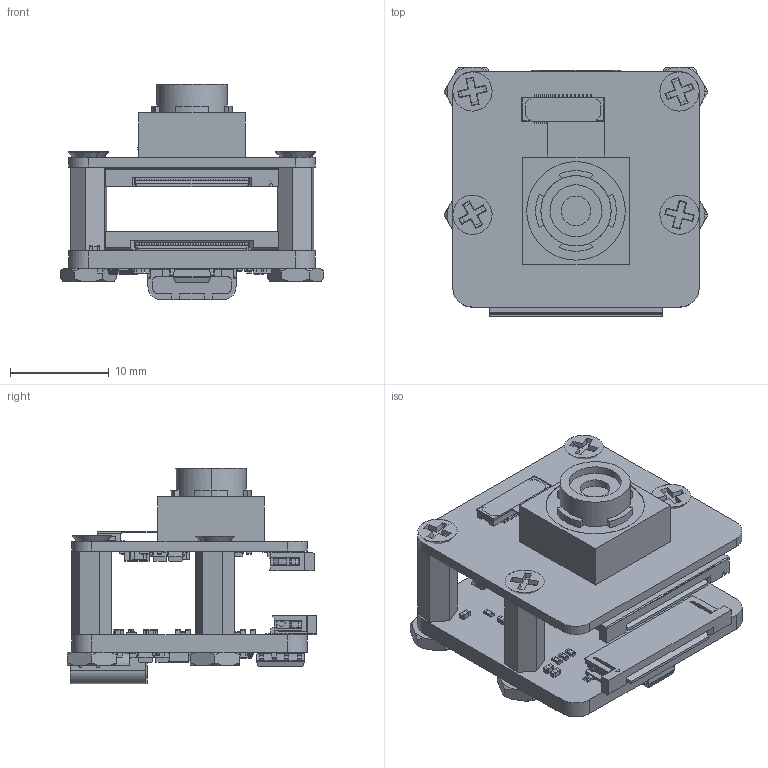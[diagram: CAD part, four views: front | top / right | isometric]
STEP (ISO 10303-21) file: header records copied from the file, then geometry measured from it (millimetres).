
FILE_DESCRIPTION (( 'STEP AP214' ), '1' );
FILE_NAME ('B0305.STEP', '2023-07-28T09:19:13', ( '' ), ( '' ), 'SwSTEP 2.0', 'SolidWorks 2021', '' );
FILE_SCHEMA (( 'AUTOMOTIVE_DESIGN' ));
Length unit declared in the file: millimetre
Products named in the file (112): C10.step; L1.step; User_Library-CAPC_0402_CAPC_0402_Lead_1-2.step; User_Library-LED_0603_R_Pocket001.step; 5594350752.step; M2蹟佪; C37.step; User_Library-CAPC_0402_CAPC_0402_Body_1-3.step; R14.step; C22.step; Open CASCADE STEP translator 6.8 1.25.1.2.step; C1.step; Open CASCADE STEP translator 6.8 1.1.1.step; C5.step; 5992136144.step; User_Library-CAPC_0402_CAPC_0402_Lead_1-8.step; 5594350432.step; C3.step; User_Library-LED_0603_R_Pocket002.step; R36.step; User_Library-CAPC_0402_CAPC_0402_Lead_1-0.step; 74479787147.step; R27.step; User_Library-LED_0603_R_Fillet.step; U9.step; C21.step; J2.step; 6219656432.step; C27.step; L2.step; R15.step; C29.step; C24.step; L3.step; C51.step; User_Library-LED_0603_R_Pad.step; U6.step; C62.step; U7.step; C23.step ...
Assembly tree (164 placements, depth 6):
  Open CASCADE STEP translator 6.8 1.25.1.2.step
  Open CASCADE STEP translator 6.8 1.30.1.2.step
  B0305
    UC-A37_Rev.A.step
    m2x11等籵翐  x4
    M2蹟佪  x4
    UC-A43_Rev.A
      UC-A43_Rev.A.step
        Board.step
          Open CASCADE STEP translator 6.8 1.1.1.step
        C29.step
          5594351872.step
            User_Library-CAPC_0402_CAPC_0402_Lead_1.step  x2
            User_Library-CAPC_0402_CAPC_0402_Body_1.step
        C28.step
          5594351392.step
            User_Library-CAPC_0402_CAPC_0402_Lead_1-0.step  x2
            User_Library-CAPC_0402_CAPC_0402_Body_1-1.step
        Y1.step
          6049142704.step
        U9.step
          6049143504.step
        U7.step
          6219656432.step
        U6.step
          6230643296.step
        U2.step
          6836561504.step
            Extruded.step
        R36.step
          5594352112.step
        R35.step
          5594350112.step
        R28.step
          5594350112.step
        R27.step
          5594350112.step
        R25.step
          5594352112.step
        R20.step
          5594350112.step
        R18.step
          5594350432.step
        R15.step
          5594352112.step
        R14.step
          5594350112.step
        R13.step
          5594350752.step
        R11.step
          5992136144.step
        R10.step
          5594350752.step
        R4.step
          5594350112.step
        R3.step
          5594350112.step
        R2.step
          5594350112.step
        R1.step
Bounding box: 26.77 x 25.35 x 21.84 mm (x, y, z)
Volume: 3171.8 mm3; surface area: 6619.1 mm2
Topology: 215 solids, 216 shells, 6613 faces, 17165 edges, 10978 vertices
Faces by surface type: plane 5129, cylinder 1067, cone 184, torus 107, sphere 64, bspline 62
Entity records: 214476 total; most frequent: CARTESIAN_POINT 39094, ORIENTED_EDGE 28418, DIRECTION 26647, EDGE_CURVE 14210, LINE 11541, VECTOR 11541, VERTEX_POINT 9112, AXIS2_PLACEMENT_3D 7553
